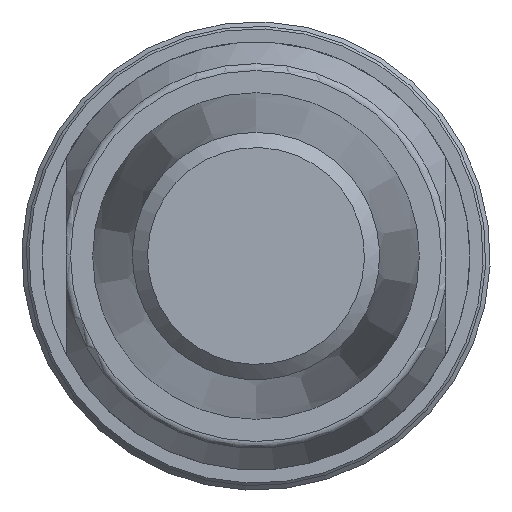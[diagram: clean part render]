
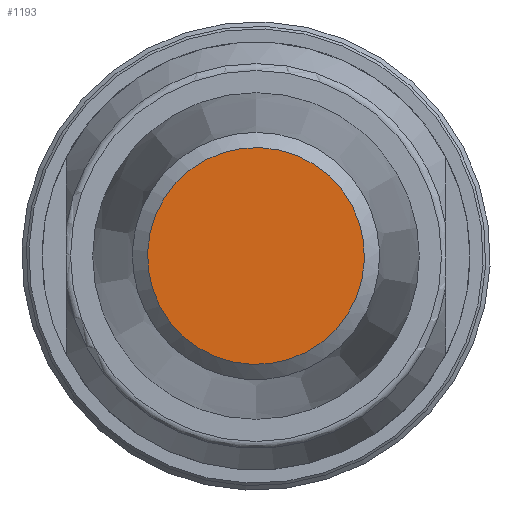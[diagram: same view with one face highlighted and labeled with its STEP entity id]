
A CAD part, left-side view. The second image highlights one B-rep face of the part: STEP entity #1193.
In plain terms, the highlighted planar face has unit normal (-1, 0, 0).
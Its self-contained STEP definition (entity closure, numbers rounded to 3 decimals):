
#587=FACE_OUTER_BOUND('',#1702,.T.);
#955=PLANE('',#4228);
#1193=ADVANCED_FACE('',(#587),#955,.T.);
#1702=EDGE_LOOP('',(#2758));
#2758=ORIENTED_EDGE('',*,*,#3657,.T.);
#3129=VERTEX_POINT('',#7561);
#3657=EDGE_CURVE('',#3129,#3129,#3795,.T.);
#3795=CIRCLE('',#4227,4.283);
#4227=AXIS2_PLACEMENT_3D('',#7560,#5196,#5197);
#4228=AXIS2_PLACEMENT_3D('',#7562,#5198,#5199);
#5196=DIRECTION('',(-1.,0.,0.));
#5197=DIRECTION('',(0.,0.924,0.382));
#5198=DIRECTION('',(-1.,0.,0.));
#5199=DIRECTION('',(0.,0.924,0.382));
#7560=CARTESIAN_POINT('',(-40.,0.,0.));
#7561=CARTESIAN_POINT('',(-40.,3.959,1.636));
#7562=CARTESIAN_POINT('',(-40.,0.,0.));
